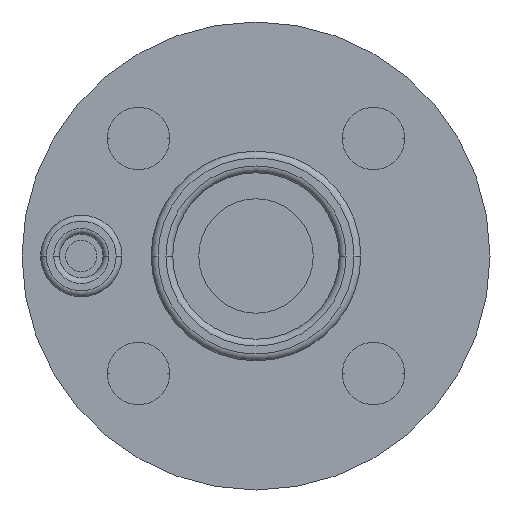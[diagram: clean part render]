
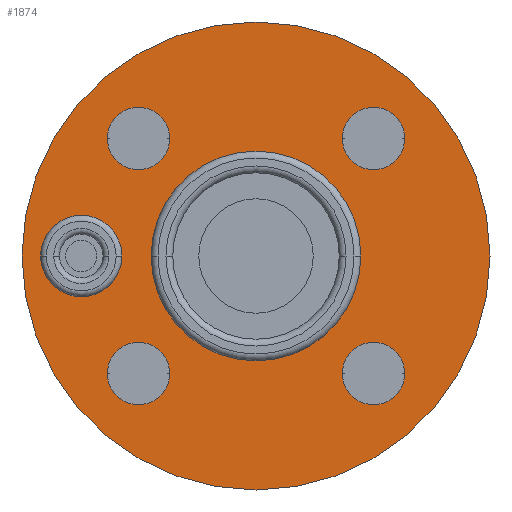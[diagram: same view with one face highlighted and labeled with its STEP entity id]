
A CAD part, front view. The second image highlights one B-rep face of the part: STEP entity #1874.
In plain terms, the highlighted planar face has unit normal (0, -1, 0).
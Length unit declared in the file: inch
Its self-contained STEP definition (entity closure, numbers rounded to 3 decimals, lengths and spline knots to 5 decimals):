
#226=CARTESIAN_POINT('',(0.44488,0.,0.44488));
#227=DIRECTION('',(0.,-1.,0.));
#228=DIRECTION('',(-1.,0.,0.));
#229=AXIS2_PLACEMENT_3D('',#226,#227,#228);
#234=CARTESIAN_POINT('',(0.44488,0.,0.44488));
#235=DIRECTION('',(0.,-1.,0.));
#236=DIRECTION('',(1.,0.,0.));
#237=AXIS2_PLACEMENT_3D('',#234,#235,#236);
#242=CARTESIAN_POINT('',(-0.44488,0.,0.44488));
#243=DIRECTION('',(0.,-1.,0.));
#244=DIRECTION('',(-1.,0.,0.));
#245=AXIS2_PLACEMENT_3D('',#242,#243,#244);
#250=CARTESIAN_POINT('',(-0.44488,0.,0.44488));
#251=DIRECTION('',(0.,-1.,0.));
#252=DIRECTION('',(1.,0.,0.));
#253=AXIS2_PLACEMENT_3D('',#250,#251,#252);
#258=CARTESIAN_POINT('',(0.44488,0.,-0.44488));
#259=DIRECTION('',(0.,-1.,0.));
#260=DIRECTION('',(-1.,0.,0.));
#261=AXIS2_PLACEMENT_3D('',#258,#259,#260);
#266=CARTESIAN_POINT('',(0.44488,0.,-0.44488));
#267=DIRECTION('',(0.,-1.,0.));
#268=DIRECTION('',(1.,0.,0.));
#269=AXIS2_PLACEMENT_3D('',#266,#267,#268);
#274=CARTESIAN_POINT('',(-0.44488,0.,-0.44488));
#275=DIRECTION('',(0.,-1.,0.));
#276=DIRECTION('',(-1.,0.,0.));
#277=AXIS2_PLACEMENT_3D('',#274,#275,#276);
#282=CARTESIAN_POINT('',(-0.44488,0.,-0.44488));
#283=DIRECTION('',(0.,-1.,0.));
#284=DIRECTION('',(1.,0.,0.));
#285=AXIS2_PLACEMENT_3D('',#282,#283,#284);
#306=CARTESIAN_POINT('',(-0.66142,0.,0.));
#307=DIRECTION('',(0.,1.,0.));
#308=DIRECTION('',(1.,0.,0.));
#309=AXIS2_PLACEMENT_3D('',#306,#307,#308);
#314=CARTESIAN_POINT('',(-0.66142,0.,0.));
#315=DIRECTION('',(0.,1.,0.));
#316=DIRECTION('',(-1.,0.,0.));
#317=AXIS2_PLACEMENT_3D('',#314,#315,#316);
#322=CARTESIAN_POINT('',(0.,0.,0.));
#323=DIRECTION('',(0.,1.,0.));
#324=DIRECTION('',(-1.,0.,0.));
#325=AXIS2_PLACEMENT_3D('',#322,#323,#324);
#330=CARTESIAN_POINT('',(0.,0.,0.));
#331=DIRECTION('',(0.,1.,0.));
#332=DIRECTION('',(1.,0.,0.));
#333=AXIS2_PLACEMENT_3D('',#330,#331,#332);
#354=CARTESIAN_POINT('',(0.,0.,0.));
#355=DIRECTION('',(0.,1.,0.));
#356=DIRECTION('',(1.,0.,0.));
#357=AXIS2_PLACEMENT_3D('',#354,#355,#356);
#369=CARTESIAN_POINT('',(0.,0.,0.));
#370=DIRECTION('',(0.,-1.,0.));
#371=DIRECTION('',(1.,0.,0.));
#372=AXIS2_PLACEMENT_3D('',#369,#370,#371);
#1559=CARTESIAN_POINT('',(0.88583,0.,0.));
#1561=VERTEX_POINT('',#1559);
#1587=CARTESIAN_POINT('',(-0.88583,0.,0.));
#1589=VERTEX_POINT('',#1587);
#1629=CARTESIAN_POINT('',(0.32677,0.,0.44488));
#1630=CARTESIAN_POINT('',(0.56299,0.,0.44488));
#1631=VERTEX_POINT('',#1629);
#1632=VERTEX_POINT('',#1630);
#1643=CARTESIAN_POINT('',(-0.56299,0.,0.44488));
#1644=VERTEX_POINT('',#1643);
#1645=CARTESIAN_POINT('',(-0.32677,0.,0.44488));
#1646=VERTEX_POINT('',#1645);
#1657=CARTESIAN_POINT('',(0.32677,0.,-0.44488));
#1658=VERTEX_POINT('',#1657);
#1659=CARTESIAN_POINT('',(0.56299,0.,-0.44488));
#1660=VERTEX_POINT('',#1659);
#1671=CARTESIAN_POINT('',(-0.56299,0.,-0.44488));
#1672=VERTEX_POINT('',#1671);
#1673=CARTESIAN_POINT('',(-0.32677,0.,-0.44488));
#1674=VERTEX_POINT('',#1673);
#1687=CARTESIAN_POINT('',(-0.52953,0.,0.));
#1688=CARTESIAN_POINT('',(-0.79331,0.,0.));
#1689=VERTEX_POINT('',#1687);
#1690=VERTEX_POINT('',#1688);
#1735=CARTESIAN_POINT('',(-0.37096,0.,0.));
#1736=CARTESIAN_POINT('',(0.37096,0.,0.));
#1737=VERTEX_POINT('',#1735);
#1738=VERTEX_POINT('',#1736);
#1827=CARTESIAN_POINT('',(0.,0.,0.));
#1828=DIRECTION('',(0.,1.,0.));
#1829=DIRECTION('',(1.,0.,0.));
#1830=AXIS2_PLACEMENT_3D('',#1827,#1828,#1829);
#1831=PLANE('',#1830);
#1833=ORIENTED_EDGE('',*,*,#1832,.T.);
#1835=ORIENTED_EDGE('',*,*,#1834,.F.);
#1836=EDGE_LOOP('',(#1833,#1835));
#1837=FACE_OUTER_BOUND('',#1836,.F.);
#1839=ORIENTED_EDGE('',*,*,#1838,.T.);
#1841=ORIENTED_EDGE('',*,*,#1840,.T.);
#1842=EDGE_LOOP('',(#1839,#1841));
#1843=FACE_BOUND('',#1842,.F.);
#1845=ORIENTED_EDGE('',*,*,#1844,.T.);
#1847=ORIENTED_EDGE('',*,*,#1846,.T.);
#1848=EDGE_LOOP('',(#1845,#1847));
#1849=FACE_BOUND('',#1848,.F.);
#1851=ORIENTED_EDGE('',*,*,#1850,.T.);
#1853=ORIENTED_EDGE('',*,*,#1852,.T.);
#1854=EDGE_LOOP('',(#1851,#1853));
#1855=FACE_BOUND('',#1854,.F.);
#1857=ORIENTED_EDGE('',*,*,#1856,.T.);
#1859=ORIENTED_EDGE('',*,*,#1858,.T.);
#1860=EDGE_LOOP('',(#1857,#1859));
#1861=FACE_BOUND('',#1860,.F.);
#1863=ORIENTED_EDGE('',*,*,#1862,.F.);
#1865=ORIENTED_EDGE('',*,*,#1864,.F.);
#1866=EDGE_LOOP('',(#1863,#1865));
#1867=FACE_BOUND('',#1866,.F.);
#1869=ORIENTED_EDGE('',*,*,#1868,.F.);
#1871=ORIENTED_EDGE('',*,*,#1870,.F.);
#1872=EDGE_LOOP('',(#1869,#1871));
#1873=FACE_BOUND('',#1872,.F.);
#230=CIRCLE('',#229,0.11811);
#238=CIRCLE('',#237,0.11811);
#246=CIRCLE('',#245,0.11811);
#254=CIRCLE('',#253,0.11811);
#262=CIRCLE('',#261,0.11811);
#270=CIRCLE('',#269,0.11811);
#278=CIRCLE('',#277,0.11811);
#286=CIRCLE('',#285,0.11811);
#310=CIRCLE('',#309,0.13189);
#318=CIRCLE('',#317,0.13189);
#326=CIRCLE('',#325,0.37096);
#334=CIRCLE('',#333,0.37096);
#358=CIRCLE('',#357,0.88583);
#373=CIRCLE('',#372,0.88583);
#1832=EDGE_CURVE('',#1561,#1589,#358,.T.);
#1834=EDGE_CURVE('',#1561,#1589,#373,.T.);
#1838=EDGE_CURVE('',#1631,#1632,#230,.T.);
#1840=EDGE_CURVE('',#1632,#1631,#238,.T.);
#1844=EDGE_CURVE('',#1644,#1646,#246,.T.);
#1846=EDGE_CURVE('',#1646,#1644,#254,.T.);
#1850=EDGE_CURVE('',#1658,#1660,#262,.T.);
#1852=EDGE_CURVE('',#1660,#1658,#270,.T.);
#1856=EDGE_CURVE('',#1672,#1674,#278,.T.);
#1858=EDGE_CURVE('',#1674,#1672,#286,.T.);
#1862=EDGE_CURVE('',#1689,#1690,#310,.T.);
#1864=EDGE_CURVE('',#1690,#1689,#318,.T.);
#1868=EDGE_CURVE('',#1737,#1738,#326,.T.);
#1870=EDGE_CURVE('',#1738,#1737,#334,.T.);
#1874=ADVANCED_FACE('',(#1837,#1843,#1849,#1855,#1861,#1867,#1873),#1831,.F.);
